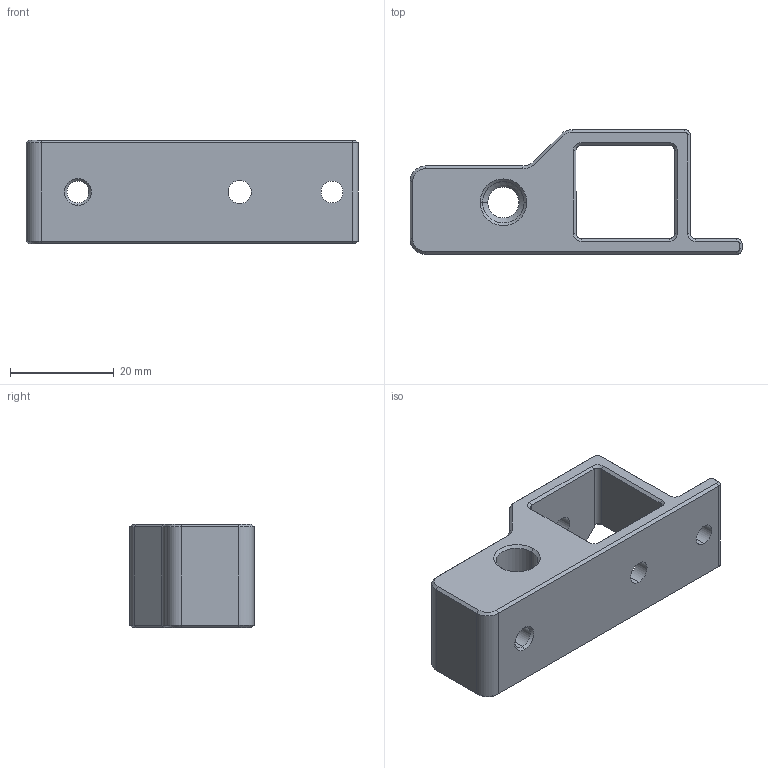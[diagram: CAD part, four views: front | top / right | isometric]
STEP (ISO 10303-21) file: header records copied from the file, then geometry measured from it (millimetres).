
FILE_DESCRIPTION (( 'STEP AP203' ), '1' );
FILE_NAME ('嫖粣盓殤_酘奻.STEP', '2021-09-03T10:30:28', ( '' ), ( '' ), 'SwSTEP 2.0', 'SolidWorks 2018', '' );
FILE_SCHEMA (( 'CONFIG_CONTROL_DESIGN' ));
Length unit declared in the file: millimetre
Products named in the file (1): 嫖粣盓殤_酘奻
Bounding box: 64 x 24 x 20 mm (x, y, z)
Volume: 14053 mm3; surface area: 6625.3 mm2
Topology: 1 solids, 1 shells, 101 faces, 239 edges, 139 vertices
Faces by surface type: plane 41, cone 34, cylinder 25, bspline 1
Entity records: 3023 total; most frequent: CARTESIAN_POINT 572, DIRECTION 516, ORIENTED_EDGE 478, EDGE_CURVE 239, AXIS2_PLACEMENT_3D 183, LINE 150, VECTOR 150, VERTEX_POINT 139
